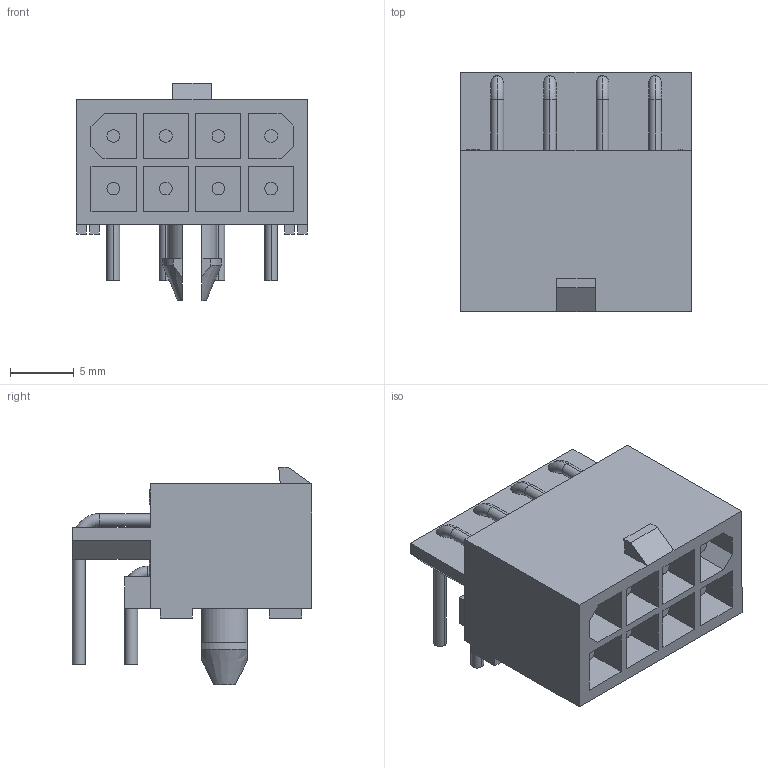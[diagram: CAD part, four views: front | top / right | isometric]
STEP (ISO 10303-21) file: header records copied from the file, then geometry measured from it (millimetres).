
FILE_DESCRIPTION((''),'2;1');
FILE_NAME('TYCO_1-770971-0.stp','2016-08-22T18:22:43',(''),(''),'Mechanical Desktop 2011','Mechanical Desktop 2011',', , ');
FILE_SCHEMA(('AUTOMOTIVE_DESIGN { 1 2 10303 214 1 1 1 1 }'));
Length unit declared in the file: millimetre
Products named in the file (1): Product
Bounding box: 18.14 x 18.84 x 17.09 mm (x, y, z)
Volume: 1810.9 mm3; surface area: 3041.7 mm2
Topology: 25 solids, 25 shells, 345 faces, 826 edges, 550 vertices
Faces by surface type: plane 275, cylinder 52, torus 16, cone 2
Entity records: 10686 total; most frequent: CARTESIAN_POINT 2542, ORIENTED_EDGE 1652, DIRECTION 1608, EDGE_CURVE 826, VECTOR 680, LINE 680, VERTEX_POINT 550, AXIS2_PLACEMENT_3D 464
